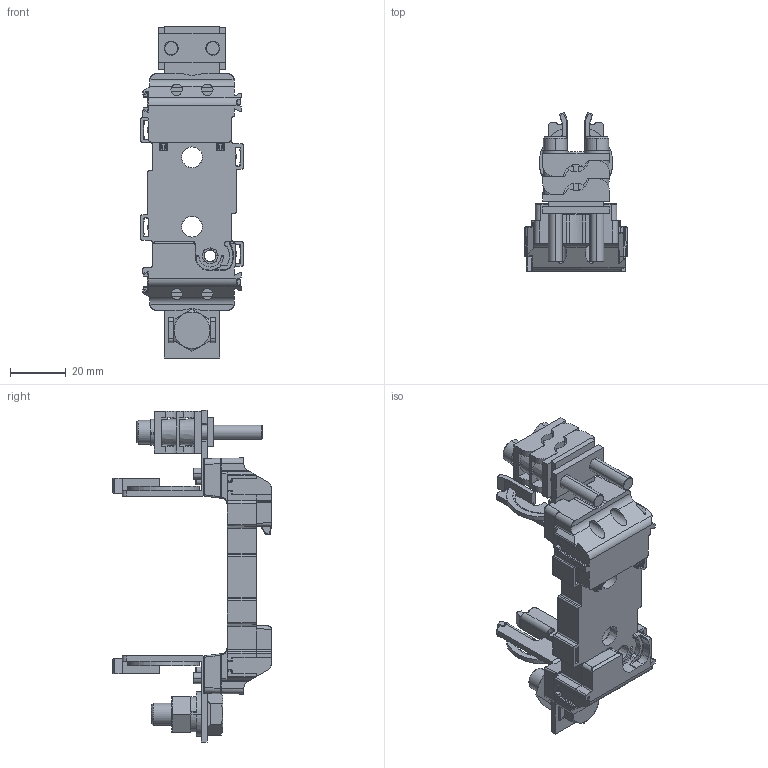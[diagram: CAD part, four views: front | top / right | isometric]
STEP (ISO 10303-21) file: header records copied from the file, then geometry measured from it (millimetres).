
FILE_DESCRIPTION((''),'2;1');
FILE_NAME('004121300_PT00_M8-M8_1P_ASM','2023-10-24T13:25:36',('klemen.sitar'),('Audax d.o.o.'),'CREO PARAMETRIC BY PTC INC, 2021304','CREO PARAMETRIC BY PTC INC, 2021304','');
FILE_SCHEMA(('AP242_MANAGED_MODEL_BASED_3D_ENGINEERING_MIM_LF { 1 0 10303 442 1 1 4 }'));
Products named in the file (20): BASE_V2_1_1_2_1_1; ETI_LOGO_9_9X5_78MM; 0000046520_1_1_1_1_1_2_1; 0000046559_1_1_1_1_1_2_1; 0000031029_1_1_1_1_1_2_1; 0000031031_1_1_1_1_1_2_1; 0000031032_1_1_1_1_1_2_1; 0000031030_1_1_1_1_1_2_1; 0000031008_AF0_1_1_1_1_1_1; 0000046567_1_1_2_3_1_1_2_1_1; 0000046566_1_1_2_3_1_1_2_1_1; 0000046594_1_1_1_1_2_1_1; 0000046581_1_1_2_3_1_1_2_1_1; 0000046592_1_1_1_1_2_1_1; 0000046519_1_1_2_3_4_1_1_1; 0000046559_1_1_2_3_4_5_6_1_1_1; 0000031008_AF0_1_1_2_3_4_5_6_1_; ASM0032_ASM_1_ASM; 004121304_PT00_M8-2P00_1P_ASM; 004121300_PT00_M8-M8_1P_ASM
Assembly tree (24 placements, depth 4):
  004121300_PT00_M8-M8_1P_ASM
    BASE_V2_1_1_2_1_1
    ETI_LOGO_9_9X5_78MM
    004121304_PT00_M8-2P00_1P_ASM
      ASM0032_ASM_1_ASM
        0000046520_1_1_1_1_1_2_1
        0000046559_1_1_1_1_1_2_1  x2
        0000031029_1_1_1_1_1_2_1
        0000031031_1_1_1_1_1_2_1
        0000031032_1_1_1_1_1_2_1
        0000031030_1_1_1_1_1_2_1
        0000031008_AF0_1_1_1_1_1_1
        0000046567_1_1_2_3_1_1_2_1_1  x2
        0000046566_1_1_2_3_1_1_2_1_1
        0000046594_1_1_1_1_2_1_1
        0000046581_1_1_2_3_1_1_2_1_1  x2
        0000046592_1_1_1_1_2_1_1  x2
        0000046519_1_1_2_3_4_1_1_1
        0000046559_1_1_2_3_4_5_6_1_1_1  x2
        0000031008_AF0_1_1_2_3_4_5_6_1_
Bounding box: 37 x 57.2 x 119.5 mm (x, y, z)
Volume: 49303.5 mm3; surface area: 33469.6 mm2
Topology: 24 solids, 52 shells, 1933 faces, 4874 edges, 2962 vertices
Faces by surface type: plane 758, cylinder 695, bspline 204, torus 127, cone 76, sphere 68, extrusion 4, revolution 1
Entity records: 98399 total; most frequent: CARTESIAN_POINT 26602, ORIENTED_EDGE 9066, DIRECTION 8241, PRESENTATION_STYLE_ASSIGNMENT 6421, STYLED_ITEM 6421, CURVE_STYLE 4558, EDGE_CURVE 4553, AXIS2_PLACEMENT_3D 2959
